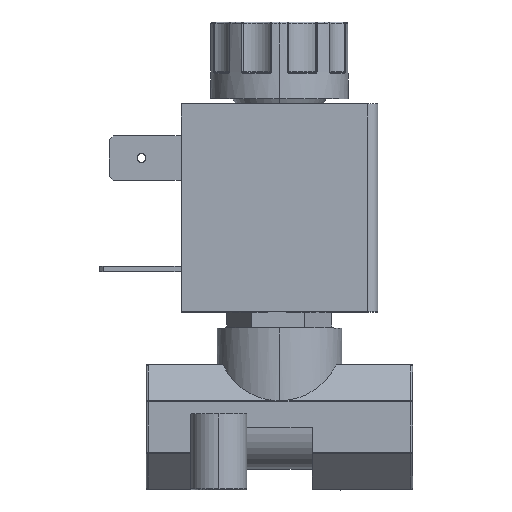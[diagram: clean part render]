
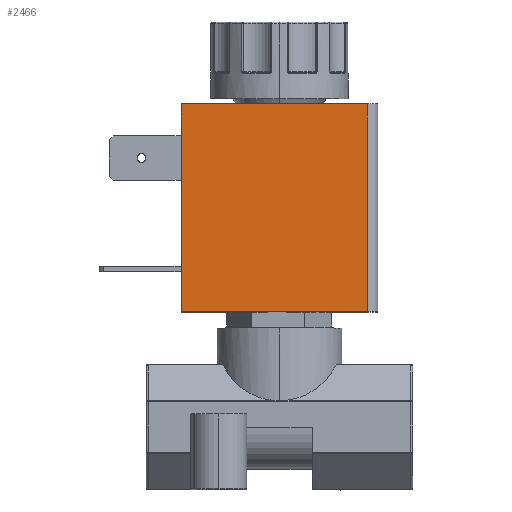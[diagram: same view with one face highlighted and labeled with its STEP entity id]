
A CAD part, top view. The second image highlights one B-rep face of the part: STEP entity #2466.
In plain terms, the highlighted planar face has unit normal (0, 0, 1).
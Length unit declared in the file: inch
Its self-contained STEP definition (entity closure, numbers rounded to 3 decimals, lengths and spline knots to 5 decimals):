
#61 = EDGE_CURVE ( 'NONE', #10704, #6903, #6846, .T. ) ;
#188 = EDGE_LOOP ( 'NONE', ( #9592, #4711, #8840, #1941 ) ) ;
#1112 = CARTESIAN_POINT ( 'NONE',  ( -0.552, 0.646, 0.435 ) ) ;
#1281 = AXIS2_PLACEMENT_3D ( 'NONE', #5668, #9124, #1547 ) ;
#1547 = DIRECTION ( 'NONE',  ( 0., 1., 0. ) ) ;
#1744 = EDGE_CURVE ( 'NONE', #6903, #10790, #3817, .T. ) ;
#1941 = ORIENTED_EDGE ( 'NONE', *, *, #61, .F. ) ;
#2007 = LINE ( 'NONE', #3730, #8816 ) ;
#2145 = DIRECTION ( 'NONE',  ( 0., 1., 0. ) ) ;
#2274 = PLANE ( 'NONE',  #1281 ) ;
#2466 = ADVANCED_FACE ( 'Defeatured_0_10', ( #10731 ), #2274, .F. ) ;
#2628 = CARTESIAN_POINT ( 'NONE',  ( -0.552, 0.646, 0.435 ) ) ;
#2953 = CARTESIAN_POINT ( 'NONE',  ( 0.492, 1.813, 0.435 ) ) ;
#3730 = CARTESIAN_POINT ( 'NONE',  ( 0.492, 0.646, 0.435 ) ) ;
#3817 = LINE ( 'NONE', #5371, #7468 ) ;
#4222 = EDGE_CURVE ( 'NONE', #10790, #4599, #7337, .T. ) ;
#4599 = VERTEX_POINT ( 'NONE', #2953 ) ;
#4641 = CARTESIAN_POINT ( 'NONE',  ( -0.552, 1.813, 0.435 ) ) ;
#4711 = ORIENTED_EDGE ( 'NONE', *, *, #4222, .F. ) ;
#5371 = CARTESIAN_POINT ( 'NONE',  ( -0.552, 0.646, 0.435 ) ) ;
#5573 = VECTOR ( 'NONE', #8067, 39.37008 ) ;
#5668 = CARTESIAN_POINT ( 'NONE',  ( -0.552, 0.646, 0.435 ) ) ;
#5685 = CARTESIAN_POINT ( 'NONE',  ( -0.552, 1.813, 0.435 ) ) ;
#6298 = CARTESIAN_POINT ( 'NONE',  ( 0.492, 0.646, 0.435 ) ) ;
#6422 = VECTOR ( 'NONE', #10088, 39.37008 ) ;
#6846 = LINE ( 'NONE', #2628, #6422 ) ;
#6903 = VERTEX_POINT ( 'NONE', #1112 ) ;
#7337 = LINE ( 'NONE', #5685, #5573 ) ;
#7344 = EDGE_CURVE ( 'NONE', #4599, #10704, #2007, .T. ) ;
#7468 = VECTOR ( 'NONE', #2145, 39.37008 ) ;
#8067 = DIRECTION ( 'NONE',  ( 1., 0., 0. ) ) ;
#8816 = VECTOR ( 'NONE', #8872, 39.37008 ) ;
#8840 = ORIENTED_EDGE ( 'NONE', *, *, #1744, .F. ) ;
#8872 = DIRECTION ( 'NONE',  ( 0., -1., 0. ) ) ;
#9124 = DIRECTION ( 'NONE',  ( 0., 0., -1. ) ) ;
#9592 = ORIENTED_EDGE ( 'NONE', *, *, #7344, .F. ) ;
#10088 = DIRECTION ( 'NONE',  ( -1., 0., 0. ) ) ;
#10704 = VERTEX_POINT ( 'NONE', #6298 ) ;
#10731 = FACE_OUTER_BOUND ( 'NONE', #188, .T. ) ;
#10790 = VERTEX_POINT ( 'NONE', #4641 ) ;
